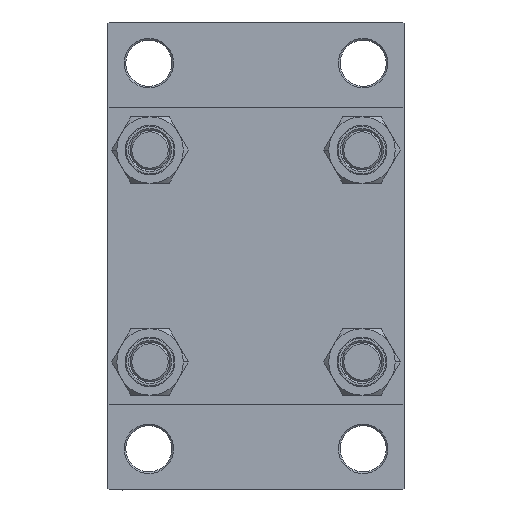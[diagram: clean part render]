
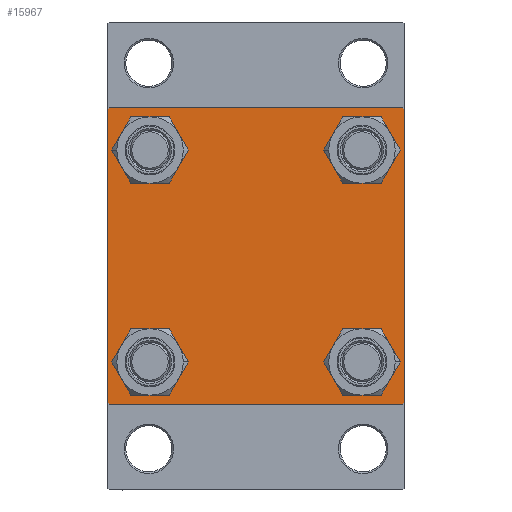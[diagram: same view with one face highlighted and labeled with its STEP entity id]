
A CAD part, left-side view. The second image highlights one B-rep face of the part: STEP entity #15967.
In plain terms, the highlighted planar face has unit normal (-1, 0, 0).
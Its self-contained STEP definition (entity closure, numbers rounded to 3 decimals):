
#591 = VERTEX_POINT ( 'NONE', #35624 ) ;
#611 = LINE ( 'NONE', #22211, #19951 ) ;
#682 = AXIS2_PLACEMENT_3D ( 'NONE', #19996, #20231, #19752 ) ;
#846 = CARTESIAN_POINT ( 'NONE',  ( 0., 45., 45. ) ) ;
#1432 = DIRECTION ( 'NONE',  ( 1., 0., 0. ) ) ;
#1694 = EDGE_CURVE ( 'NONE', #12175, #22983, #45009, .T. ) ;
#1920 = ORIENTED_EDGE ( 'NONE', *, *, #11284, .T. ) ;
#2685 = VERTEX_POINT ( 'NONE', #18131 ) ;
#2719 = LINE ( 'NONE', #32214, #18735 ) ;
#3193 = LINE ( 'NONE', #43473, #15537 ) ;
#3887 = EDGE_CURVE ( 'NONE', #24835, #14182, #21362, .T. ) ;
#3953 = VERTEX_POINT ( 'NONE', #8937 ) ;
#4079 = AXIS2_PLACEMENT_3D ( 'NONE', #15930, #13284, #35356 ) ;
#4200 = ORIENTED_EDGE ( 'NONE', *, *, #3887, .T. ) ;
#4544 = EDGE_CURVE ( 'NONE', #25920, #7296, #19868, .T. ) ;
#5268 = CARTESIAN_POINT ( 'NONE',  ( 0., -32.15, -32.15 ) ) ;
#5445 = CIRCLE ( 'NONE', #6205, 6.5 ) ;
#5506 = DIRECTION ( 'NONE',  ( 1., 0., 0. ) ) ;
#5659 = AXIS2_PLACEMENT_3D ( 'NONE', #38021, #31313, #12603 ) ;
#6205 = AXIS2_PLACEMENT_3D ( 'NONE', #5268, #1432, #29566 ) ;
#7032 = CARTESIAN_POINT ( 'NONE',  ( 0., -32.15, 25.65 ) ) ;
#7190 = FACE_BOUND ( 'NONE', #41138, .T. ) ;
#7296 = VERTEX_POINT ( 'NONE', #28421 ) ;
#7333 = EDGE_LOOP ( 'NONE', ( #16627, #46743 ) ) ;
#8186 = CIRCLE ( 'NONE', #34996, 6.5 ) ;
#8519 = LINE ( 'NONE', #846, #26911 ) ;
#8694 = CIRCLE ( 'NONE', #5659, 6.5 ) ;
#8937 = CARTESIAN_POINT ( 'NONE',  ( 0., 45., 44.5 ) ) ;
#9127 = AXIS2_PLACEMENT_3D ( 'NONE', #12452, #30698, #18954 ) ;
#9155 = FACE_BOUND ( 'NONE', #45304, .T. ) ;
#9189 = EDGE_CURVE ( 'NONE', #41847, #40446, #5445, .T. ) ;
#10210 = EDGE_CURVE ( 'NONE', #3953, #34571, #8519, .T. ) ;
#11284 = EDGE_CURVE ( 'NONE', #14182, #24835, #35998, .T. ) ;
#11501 = CARTESIAN_POINT ( 'NONE',  ( 0., 45., 45. ) ) ;
#11718 = ORIENTED_EDGE ( 'NONE', *, *, #14712, .T. ) ;
#11845 = DIRECTION ( 'NONE',  ( 0., 0., 1. ) ) ;
#12175 = VERTEX_POINT ( 'NONE', #34317 ) ;
#12398 = ORIENTED_EDGE ( 'NONE', *, *, #4544, .T. ) ;
#12452 = CARTESIAN_POINT ( 'NONE',  ( 0., 32.15, -32.15 ) ) ;
#12603 = DIRECTION ( 'NONE',  ( 0., 0., 1. ) ) ;
#13080 = VECTOR ( 'NONE', #45785, 1000. ) ;
#13284 = DIRECTION ( 'NONE',  ( 1., 0., 0. ) ) ;
#13482 = VERTEX_POINT ( 'NONE', #33614 ) ;
#14182 = VERTEX_POINT ( 'NONE', #7032 ) ;
#14404 = DIRECTION ( 'NONE',  ( 1., 0., 0. ) ) ;
#14466 = CARTESIAN_POINT ( 'NONE',  ( 0., -32.15, -25.65 ) ) ;
#14712 = EDGE_CURVE ( 'NONE', #40446, #41847, #8186, .T. ) ;
#14724 = VERTEX_POINT ( 'NONE', #33816 ) ;
#14859 = CARTESIAN_POINT ( 'NONE',  ( 0., -32.15, 38.65 ) ) ;
#15120 = AXIS2_PLACEMENT_3D ( 'NONE', #21825, #44589, #25184 ) ;
#15537 = VECTOR ( 'NONE', #40762, 1000. ) ;
#15930 = CARTESIAN_POINT ( 'NONE',  ( 0., 32.15, 32.15 ) ) ;
#15967 = ADVANCED_FACE ( 'NONE', ( #9155, #7190, #43879, #40030, #36202 ), #36427, .T. ) ;
#16059 = CARTESIAN_POINT ( 'NONE',  ( 0., 44.5, -45. ) ) ;
#16627 = ORIENTED_EDGE ( 'NONE', *, *, #1694, .T. ) ;
#17306 = CARTESIAN_POINT ( 'NONE',  ( 0., -44.5, -45. ) ) ;
#18131 = CARTESIAN_POINT ( 'NONE',  ( 0., 44.5, 45. ) ) ;
#18253 = CARTESIAN_POINT ( 'NONE',  ( 0., -32.15, 32.15 ) ) ;
#18735 = VECTOR ( 'NONE', #31266, 1000. ) ;
#18954 = DIRECTION ( 'NONE',  ( 0., 0., 1. ) ) ;
#19752 = DIRECTION ( 'NONE',  ( 0., 0., 1. ) ) ;
#19868 = CIRCLE ( 'NONE', #9127, 6.5 ) ;
#19951 = VECTOR ( 'NONE', #41119, 1000. ) ;
#19996 = CARTESIAN_POINT ( 'NONE',  ( 0., -32.15, 32.15 ) ) ;
#20143 = DIRECTION ( 'NONE',  ( 0., 0., 1. ) ) ;
#20231 = DIRECTION ( 'NONE',  ( 1., 0., 0. ) ) ;
#20840 = VERTEX_POINT ( 'NONE', #17306 ) ;
#21095 = VERTEX_POINT ( 'NONE', #16059 ) ;
#21362 = CIRCLE ( 'NONE', #682, 6.5 ) ;
#21446 = VECTOR ( 'NONE', #37919, 1000. ) ;
#21719 = EDGE_CURVE ( 'NONE', #21095, #20840, #611, .T. ) ;
#21825 = CARTESIAN_POINT ( 'NONE',  ( 0., 0., 0. ) ) ;
#21851 = LINE ( 'NONE', #11501, #43455 ) ;
#22211 = CARTESIAN_POINT ( 'NONE',  ( 0., 45., -45. ) ) ;
#22983 = VERTEX_POINT ( 'NONE', #34671 ) ;
#23949 = EDGE_CURVE ( 'NONE', #20840, #591, #28082, .T. ) ;
#24808 = CARTESIAN_POINT ( 'NONE',  ( 0., -32.15, -38.65 ) ) ;
#24835 = VERTEX_POINT ( 'NONE', #14859 ) ;
#25184 = DIRECTION ( 'NONE',  ( 0., 0., 1. ) ) ;
#25920 = VERTEX_POINT ( 'NONE', #32688 ) ;
#26035 = EDGE_CURVE ( 'NONE', #34571, #21095, #31160, .T. ) ;
#26637 = AXIS2_PLACEMENT_3D ( 'NONE', #40877, #41106, #11845 ) ;
#26671 = EDGE_LOOP ( 'NONE', ( #40484, #40970, #33744, #30016, #27132, #38134, #39023, #28123 ) ) ;
#26911 = VECTOR ( 'NONE', #44728, 1000. ) ;
#27132 = ORIENTED_EDGE ( 'NONE', *, *, #35191, .F. ) ;
#27656 = ORIENTED_EDGE ( 'NONE', *, *, #36371, .T. ) ;
#28082 = LINE ( 'NONE', #42700, #21446 ) ;
#28123 = ORIENTED_EDGE ( 'NONE', *, *, #41687, .T. ) ;
#28421 = CARTESIAN_POINT ( 'NONE',  ( 0., 32.15, -25.65 ) ) ;
#29566 = DIRECTION ( 'NONE',  ( 0., 0., 1. ) ) ;
#30016 = ORIENTED_EDGE ( 'NONE', *, *, #23949, .T. ) ;
#30698 = DIRECTION ( 'NONE',  ( 1., 0., 0. ) ) ;
#31038 = EDGE_CURVE ( 'NONE', #14724, #13482, #3193, .T. ) ;
#31160 = LINE ( 'NONE', #38815, #13080 ) ;
#31266 = DIRECTION ( 'NONE',  ( 0., 0., -1. ) ) ;
#31313 = DIRECTION ( 'NONE',  ( 1., 0., 0. ) ) ;
#31990 = EDGE_CURVE ( 'NONE', #22983, #12175, #39296, .T. ) ;
#32214 = CARTESIAN_POINT ( 'NONE',  ( 0., -45., 45. ) ) ;
#32519 = DIRECTION ( 'NONE',  ( 0., 0.707, -0.707 ) ) ;
#32544 = EDGE_LOOP ( 'NONE', ( #27656, #12398 ) ) ;
#32645 = VECTOR ( 'NONE', #32519, 1000. ) ;
#32688 = CARTESIAN_POINT ( 'NONE',  ( 0., 32.15, -38.65 ) ) ;
#32990 = LINE ( 'NONE', #43310, #32645 ) ;
#33614 = CARTESIAN_POINT ( 'NONE',  ( 0., -44.5, 45. ) ) ;
#33744 = ORIENTED_EDGE ( 'NONE', *, *, #21719, .T. ) ;
#33816 = CARTESIAN_POINT ( 'NONE',  ( 0., -45., 44.5 ) ) ;
#33827 = DIRECTION ( 'NONE',  ( 0., -1., 0. ) ) ;
#34317 = CARTESIAN_POINT ( 'NONE',  ( 0., 32.15, 38.65 ) ) ;
#34571 = VERTEX_POINT ( 'NONE', #43651 ) ;
#34671 = CARTESIAN_POINT ( 'NONE',  ( 0., 32.15, 25.65 ) ) ;
#34996 = AXIS2_PLACEMENT_3D ( 'NONE', #38348, #5506, #20143 ) ;
#35191 = EDGE_CURVE ( 'NONE', #14724, #591, #2719, .T. ) ;
#35356 = DIRECTION ( 'NONE',  ( 0., 0., 1. ) ) ;
#35624 = CARTESIAN_POINT ( 'NONE',  ( 0., -45., -44.5 ) ) ;
#35998 = CIRCLE ( 'NONE', #44459, 6.5 ) ;
#36202 = FACE_OUTER_BOUND ( 'NONE', #26671, .T. ) ;
#36371 = EDGE_CURVE ( 'NONE', #7296, #25920, #8694, .T. ) ;
#36427 = PLANE ( 'NONE',  #15120 ) ;
#37919 = DIRECTION ( 'NONE',  ( 0., -0.707, 0.707 ) ) ;
#38021 = CARTESIAN_POINT ( 'NONE',  ( 0., 32.15, -32.15 ) ) ;
#38134 = ORIENTED_EDGE ( 'NONE', *, *, #31038, .T. ) ;
#38348 = CARTESIAN_POINT ( 'NONE',  ( 0., -32.15, -32.15 ) ) ;
#38815 = CARTESIAN_POINT ( 'NONE',  ( 0., 44.75, -44.75 ) ) ;
#39023 = ORIENTED_EDGE ( 'NONE', *, *, #45334, .F. ) ;
#39296 = CIRCLE ( 'NONE', #4079, 6.5 ) ;
#40030 = FACE_BOUND ( 'NONE', #7333, .T. ) ;
#40446 = VERTEX_POINT ( 'NONE', #14466 ) ;
#40484 = ORIENTED_EDGE ( 'NONE', *, *, #10210, .T. ) ;
#40762 = DIRECTION ( 'NONE',  ( 0., 0.707, 0.707 ) ) ;
#40877 = CARTESIAN_POINT ( 'NONE',  ( 0., 32.15, 32.15 ) ) ;
#40970 = ORIENTED_EDGE ( 'NONE', *, *, #26035, .T. ) ;
#41106 = DIRECTION ( 'NONE',  ( 1., 0., 0. ) ) ;
#41119 = DIRECTION ( 'NONE',  ( 0., -1., 0. ) ) ;
#41138 = EDGE_LOOP ( 'NONE', ( #11718, #43644 ) ) ;
#41687 = EDGE_CURVE ( 'NONE', #2685, #3953, #32990, .T. ) ;
#41847 = VERTEX_POINT ( 'NONE', #24808 ) ;
#42700 = CARTESIAN_POINT ( 'NONE',  ( 0., -44.75, -44.75 ) ) ;
#43310 = CARTESIAN_POINT ( 'NONE',  ( 0., 44.75, 44.75 ) ) ;
#43455 = VECTOR ( 'NONE', #33827, 1000. ) ;
#43473 = CARTESIAN_POINT ( 'NONE',  ( 0., -44.75, 44.75 ) ) ;
#43644 = ORIENTED_EDGE ( 'NONE', *, *, #9189, .T. ) ;
#43651 = CARTESIAN_POINT ( 'NONE',  ( 0., 45., -44.5 ) ) ;
#43879 = FACE_BOUND ( 'NONE', #32544, .T. ) ;
#44459 = AXIS2_PLACEMENT_3D ( 'NONE', #18253, #14404, #44571 ) ;
#44571 = DIRECTION ( 'NONE',  ( 0., 0., 1. ) ) ;
#44589 = DIRECTION ( 'NONE',  ( -1., 0., 0. ) ) ;
#44728 = DIRECTION ( 'NONE',  ( 0., 0., -1. ) ) ;
#45009 = CIRCLE ( 'NONE', #26637, 6.5 ) ;
#45304 = EDGE_LOOP ( 'NONE', ( #4200, #1920 ) ) ;
#45334 = EDGE_CURVE ( 'NONE', #2685, #13482, #21851, .T. ) ;
#45785 = DIRECTION ( 'NONE',  ( 0., -0.707, -0.707 ) ) ;
#46743 = ORIENTED_EDGE ( 'NONE', *, *, #31990, .T. ) ;
